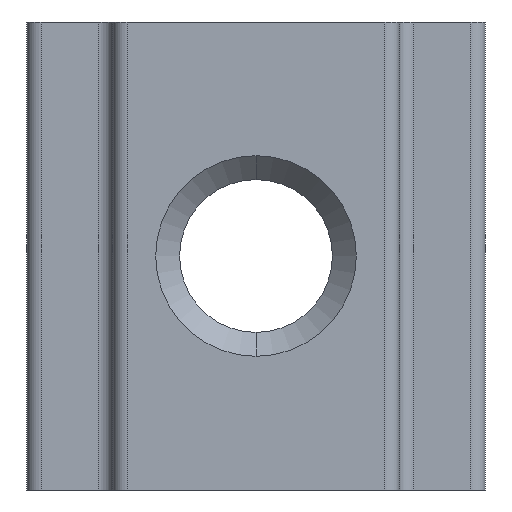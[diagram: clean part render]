
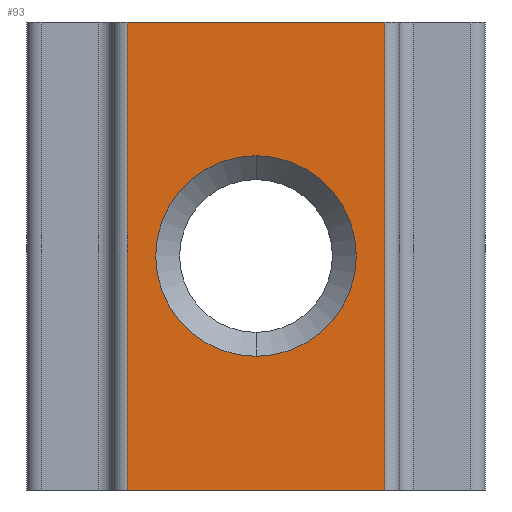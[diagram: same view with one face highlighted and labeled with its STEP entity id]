
A CAD part, front view. The second image highlights one B-rep face of the part: STEP entity #93.
In plain terms, the highlighted planar face has unit normal (0, -1, 0).
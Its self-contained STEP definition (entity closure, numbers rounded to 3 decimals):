
#10 = VERTEX_POINT ( 'NONE', #481 ) ;
#27 = VERTEX_POINT ( 'NONE', #710 ) ;
#33 = CARTESIAN_POINT ( 'NONE',  ( 0., 0., 7. ) ) ;
#34 = FACE_BOUND ( 'NONE', #949, .T. ) ;
#36 = LINE ( 'NONE', #175, #501 ) ;
#41 = CARTESIAN_POINT ( 'NONE',  ( -2.7, 0., 9.8 ) ) ;
#57 = DIRECTION ( 'NONE',  ( 0., 0., 1. ) ) ;
#71 = EDGE_CURVE ( 'NONE', #410, #828, #111, .T. ) ;
#93 = ADVANCED_FACE ( 'NONE', ( #34, #908 ), #250, .F. ) ;
#111 = LINE ( 'NONE', #628, #418 ) ;
#115 = ORIENTED_EDGE ( 'NONE', *, *, #537, .T. ) ;
#120 = CARTESIAN_POINT ( 'NONE',  ( -2.7, 0., 0. ) ) ;
#125 = CIRCLE ( 'NONE', #884, 2.1 ) ;
#126 = VERTEX_POINT ( 'NONE', #120 ) ;
#134 = ORIENTED_EDGE ( 'NONE', *, *, #314, .T. ) ;
#160 = AXIS2_PLACEMENT_3D ( 'NONE', #842, #402, #178 ) ;
#175 = CARTESIAN_POINT ( 'NONE',  ( -2.7, 0., 9.8 ) ) ;
#178 = DIRECTION ( 'NONE',  ( 0., 0., 1. ) ) ;
#185 = VECTOR ( 'NONE', #904, 1000. ) ;
#250 = PLANE ( 'NONE',  #659 ) ;
#272 = CARTESIAN_POINT ( 'NONE',  ( 2.7, 0., 9.8 ) ) ;
#279 = EDGE_CURVE ( 'NONE', #410, #126, #36, .T. ) ;
#314 = EDGE_CURVE ( 'NONE', #126, #27, #547, .T. ) ;
#320 = DIRECTION ( 'NONE',  ( 0., 0., -1. ) ) ;
#343 = ORIENTED_EDGE ( 'NONE', *, *, #705, .T. ) ;
#402 = DIRECTION ( 'NONE',  ( 0., 1., 0. ) ) ;
#404 = DIRECTION ( 'NONE',  ( 1., 0., 0. ) ) ;
#410 = VERTEX_POINT ( 'NONE', #41 ) ;
#418 = VECTOR ( 'NONE', #404, 1000. ) ;
#419 = CARTESIAN_POINT ( 'NONE',  ( 0., 0., 4.9 ) ) ;
#457 = CARTESIAN_POINT ( 'NONE',  ( -3., 0., 0. ) ) ;
#470 = LINE ( 'NONE', #855, #476 ) ;
#471 = DIRECTION ( 'NONE',  ( 0., 1., 0. ) ) ;
#476 = VECTOR ( 'NONE', #714, 1000. ) ;
#481 = CARTESIAN_POINT ( 'NONE',  ( 0., 0., 2.8 ) ) ;
#490 = DIRECTION ( 'NONE',  ( 0., 0., 1. ) ) ;
#501 = VECTOR ( 'NONE', #320, 1000. ) ;
#537 = EDGE_CURVE ( 'NONE', #767, #10, #125, .T. ) ;
#545 = CARTESIAN_POINT ( 'NONE',  ( -3., 0., 9.8 ) ) ;
#547 = LINE ( 'NONE', #457, #185 ) ;
#593 = ORIENTED_EDGE ( 'NONE', *, *, #279, .T. ) ;
#628 = CARTESIAN_POINT ( 'NONE',  ( -3., 0., 9.8 ) ) ;
#655 = ORIENTED_EDGE ( 'NONE', *, *, #71, .F. ) ;
#659 = AXIS2_PLACEMENT_3D ( 'NONE', #545, #471, #490 ) ;
#705 = EDGE_CURVE ( 'NONE', #10, #767, #902, .T. ) ;
#710 = CARTESIAN_POINT ( 'NONE',  ( 2.7, 0., 0. ) ) ;
#714 = DIRECTION ( 'NONE',  ( 0., 0., 1. ) ) ;
#720 = DIRECTION ( 'NONE',  ( 0., 1., 0. ) ) ;
#750 = EDGE_LOOP ( 'NONE', ( #134, #841, #655, #593 ) ) ;
#767 = VERTEX_POINT ( 'NONE', #33 ) ;
#828 = VERTEX_POINT ( 'NONE', #272 ) ;
#841 = ORIENTED_EDGE ( 'NONE', *, *, #853, .T. ) ;
#842 = CARTESIAN_POINT ( 'NONE',  ( 0., 0., 4.9 ) ) ;
#853 = EDGE_CURVE ( 'NONE', #27, #828, #470, .T. ) ;
#855 = CARTESIAN_POINT ( 'NONE',  ( 2.7, 0., 9.8 ) ) ;
#884 = AXIS2_PLACEMENT_3D ( 'NONE', #419, #720, #57 ) ;
#902 = CIRCLE ( 'NONE', #160, 2.1 ) ;
#904 = DIRECTION ( 'NONE',  ( 1., 0., 0. ) ) ;
#908 = FACE_OUTER_BOUND ( 'NONE', #750, .T. ) ;
#949 = EDGE_LOOP ( 'NONE', ( #343, #115 ) ) ;
